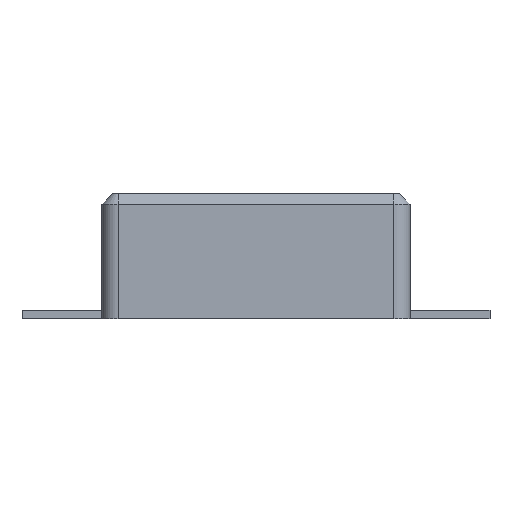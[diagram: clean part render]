
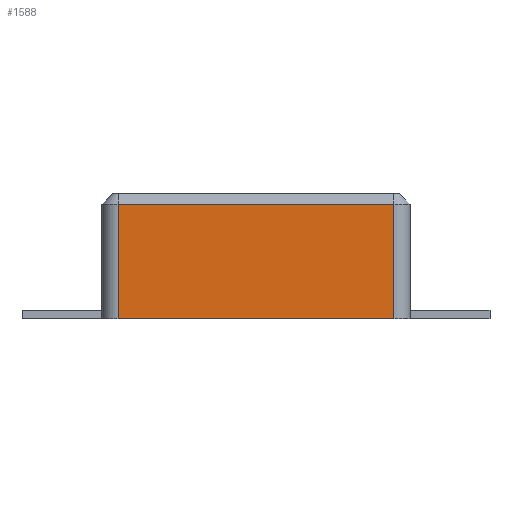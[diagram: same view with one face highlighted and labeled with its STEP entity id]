
A CAD part, left-side view. The second image highlights one B-rep face of the part: STEP entity #1588.
In plain terms, the highlighted planar face has unit normal (-1, 0, 0).
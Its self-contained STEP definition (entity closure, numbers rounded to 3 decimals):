
#254 = VERTEX_POINT('',#255);
#255 = CARTESIAN_POINT('',(-2.725,-1.265,0.));
#262 = EDGE_CURVE('',#263,#254,#265,.T.);
#263 = VERTEX_POINT('',#264);
#264 = CARTESIAN_POINT('',(-2.725,1.265,0.));
#265 = LINE('',#266,#267);
#266 = CARTESIAN_POINT('',(-2.725,1.415,0.));
#267 = VECTOR('',#268,1.);
#268 = DIRECTION('',(0.,-1.,0.));
#714 = EDGE_CURVE('',#254,#715,#717,.T.);
#715 = VERTEX_POINT('',#716);
#716 = CARTESIAN_POINT('',(-2.725,-1.265,1.05));
#717 = LINE('',#718,#719);
#718 = CARTESIAN_POINT('',(-2.725,-1.265,0.));
#719 = VECTOR('',#720,1.);
#720 = DIRECTION('',(0.,0.,1.));
#1588 = ADVANCED_FACE('',(#1589),#1607,.F.);
#1589 = FACE_BOUND('',#1590,.F.);
#1590 = EDGE_LOOP('',(#1591,#1599,#1605,#1606));
#1591 = ORIENTED_EDGE('',*,*,#1592,.T.);
#1592 = EDGE_CURVE('',#263,#1593,#1595,.T.);
#1593 = VERTEX_POINT('',#1594);
#1594 = CARTESIAN_POINT('',(-2.725,1.265,1.05));
#1595 = LINE('',#1596,#1597);
#1596 = CARTESIAN_POINT('',(-2.725,1.265,0.));
#1597 = VECTOR('',#1598,1.);
#1598 = DIRECTION('',(0.,0.,1.));
#1599 = ORIENTED_EDGE('',*,*,#1600,.F.);
#1600 = EDGE_CURVE('',#715,#1593,#1601,.T.);
#1601 = LINE('',#1602,#1603);
#1602 = CARTESIAN_POINT('',(-2.725,-1.265,1.05));
#1603 = VECTOR('',#1604,1.);
#1604 = DIRECTION('',(0.,1.,0.));
#1605 = ORIENTED_EDGE('',*,*,#714,.F.);
#1606 = ORIENTED_EDGE('',*,*,#262,.F.);
#1607 = PLANE('',#1608);
#1608 = AXIS2_PLACEMENT_3D('',#1609,#1610,#1611);
#1609 = CARTESIAN_POINT('',(-2.725,1.415,0.));
#1610 = DIRECTION('',(1.,0.,0.));
#1611 = DIRECTION('',(0.,-1.,0.));
